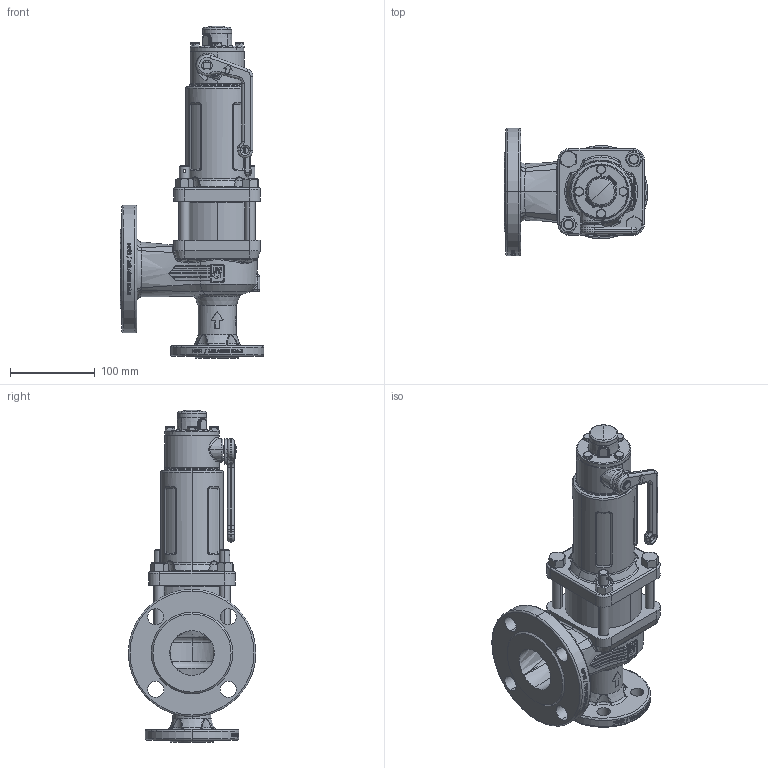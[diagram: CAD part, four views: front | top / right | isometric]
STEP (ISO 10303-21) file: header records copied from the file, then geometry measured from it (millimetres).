
FILE_DESCRIPTION(('HOOPS Exchange Step'),'2;1');
FILE_NAME('SF0412_ANSI_DN25_DN25-50.stp','2025-06-26T08:15:48+02:00',('nieru'),('Unknown organisation'),'HOOPS Exchange 2024.2','HOOPS Exchange','Unknown authorisation');
FILE_SCHEMA( ('AP203_CONFIGURATION_CONTROLLED_3D_DESIGN_OF_MECHANICAL_PARTS_AND_ASSEMBLIES_MIM_LF') );
Length unit declared in the file: millimetre
Products named in the file (2): 0; root
Assembly tree (1 placements, depth 2):
  root
    0
Bounding box: 169.3 x 150 x 391.05 mm (x, y, z)
Volume: 1366421.2 mm3; surface area: 345977.3 mm2
Topology: 26 solids, 26 shells, 2374 faces, 5774 edges, 3530 vertices
Faces by surface type: bspline 667, plane 656, cylinder 628, cone 243, torus 138, sphere 42
Full cylindrical faces by diameter (mm): 32 x1, 34 x1
Entity records: 121460 total; most frequent: CARTESIAN_POINT 71251, ORIENTED_EDGE 11396, DIRECTION 8746, EDGE_CURVE 5698, VERTEX_POINT 3530, AXIS2_PLACEMENT_3D 3481, EDGE_LOOP 2608, FACE_BOUND 2608
